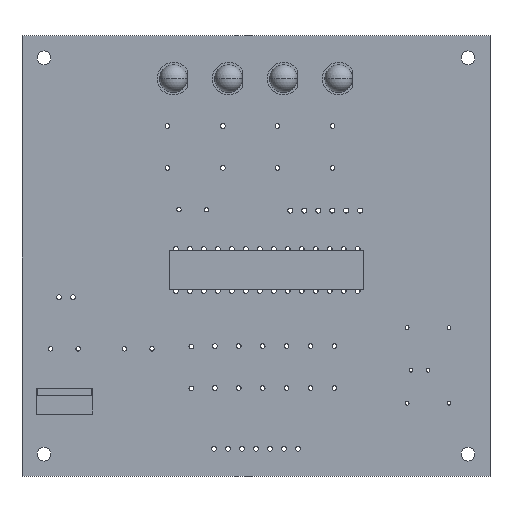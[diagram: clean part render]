
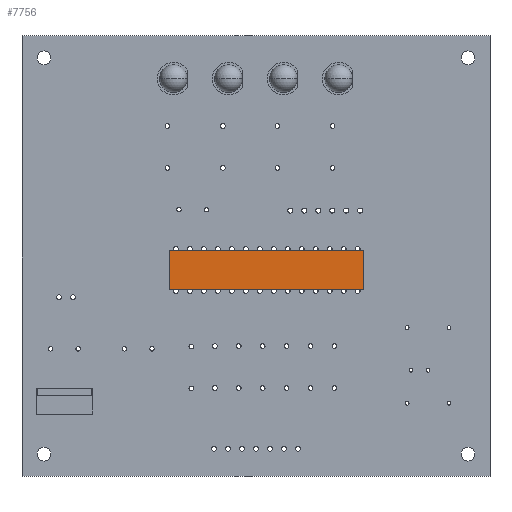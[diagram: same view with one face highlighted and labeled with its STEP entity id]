
A CAD part, top view. The second image highlights one B-rep face of the part: STEP entity #7756.
In plain terms, the highlighted planar face has unit normal (0, 0, 1).
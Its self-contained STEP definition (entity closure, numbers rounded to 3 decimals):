
#7627 = VERTEX_POINT('',#7628);
#7628 = CARTESIAN_POINT('',(17.65,-3.6,4.58));
#7634 = EDGE_CURVE('',#7627,#7635,#7637,.T.);
#7635 = VERTEX_POINT('',#7636);
#7636 = CARTESIAN_POINT('',(17.65,3.6,4.58));
#7637 = LINE('',#7638,#7639);
#7638 = CARTESIAN_POINT('',(17.65,-3.6,4.58));
#7639 = VECTOR('',#7640,1.);
#7640 = DIRECTION('',(0.,1.,0.));
#7665 = EDGE_CURVE('',#7635,#7666,#7668,.T.);
#7666 = VERTEX_POINT('',#7667);
#7667 = CARTESIAN_POINT('',(-17.65,3.6,4.58));
#7668 = LINE('',#7669,#7670);
#7669 = CARTESIAN_POINT('',(17.65,3.6,4.58));
#7670 = VECTOR('',#7671,1.);
#7671 = DIRECTION('',(-1.,0.,0.));
#7696 = EDGE_CURVE('',#7666,#7697,#7699,.T.);
#7697 = VERTEX_POINT('',#7698);
#7698 = CARTESIAN_POINT('',(-17.65,-3.6,4.58));
#7699 = LINE('',#7700,#7701);
#7700 = CARTESIAN_POINT('',(-17.65,3.6,4.58));
#7701 = VECTOR('',#7702,1.);
#7702 = DIRECTION('',(0.,-1.,0.));
#7727 = EDGE_CURVE('',#7697,#7627,#7728,.T.);
#7728 = LINE('',#7729,#7730);
#7729 = CARTESIAN_POINT('',(-17.65,-3.6,4.58));
#7730 = VECTOR('',#7731,1.);
#7731 = DIRECTION('',(1.,0.,0.));
#7756 = ADVANCED_FACE('',(#7757),#7763,.F.);
#7757 = FACE_BOUND('',#7758,.T.);
#7758 = EDGE_LOOP('',(#7759,#7760,#7761,#7762));
#7759 = ORIENTED_EDGE('',*,*,#7634,.T.);
#7760 = ORIENTED_EDGE('',*,*,#7665,.T.);
#7761 = ORIENTED_EDGE('',*,*,#7696,.T.);
#7762 = ORIENTED_EDGE('',*,*,#7727,.T.);
#7763 = PLANE('',#7764);
#7764 = AXIS2_PLACEMENT_3D('',#7765,#7766,#7767);
#7765 = CARTESIAN_POINT('',(17.65,-3.6,4.58));
#7766 = DIRECTION('',(0.,0.,-1.));
#7767 = DIRECTION('',(-1.,0.,0.));
